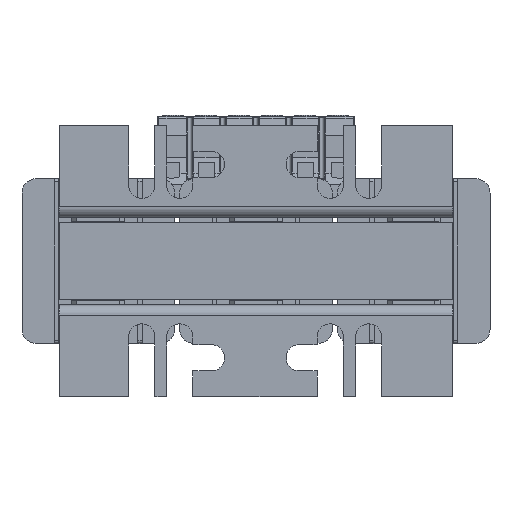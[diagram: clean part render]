
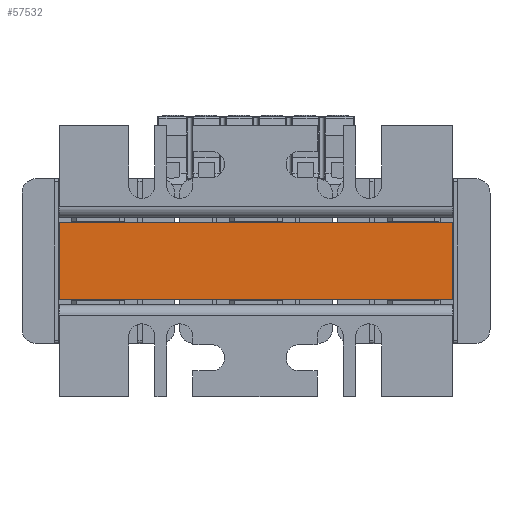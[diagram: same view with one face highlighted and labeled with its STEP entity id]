
A CAD part, front view. The second image highlights one B-rep face of the part: STEP entity #57532.
In plain terms, the highlighted planar face has unit normal (0, -1, 0).
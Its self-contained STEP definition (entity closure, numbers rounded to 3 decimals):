
#2096 = EDGE_LOOP ( 'NONE', ( #2359, #2445, #2397, #2387 ) ) ;
#2359 = ORIENTED_EDGE ( 'NONE', *, *, #57407, .T. ) ;
#2387 = ORIENTED_EDGE ( 'NONE', *, *, #57437, .T. ) ;
#2397 = ORIENTED_EDGE ( 'NONE', *, *, #57399, .F. ) ;
#2445 = ORIENTED_EDGE ( 'NONE', *, *, #57435, .F. ) ;
#22068 = LINE ( 'NONE', #24123, #22523 ) ;
#22076 = LINE ( 'NONE', #24149, #22531 ) ;
#22101 = LINE ( 'NONE', #24242, #22562 ) ;
#22103 = LINE ( 'NONE', #24250, #22564 ) ;
#22221 = FACE_OUTER_BOUND ( 'NONE', #2096, .T. ) ;
#22523 = VECTOR ( 'NONE', #24125, 1000. ) ;
#22531 = VECTOR ( 'NONE', #24151, 1000. ) ;
#22562 = VECTOR ( 'NONE', #24244, 1000. ) ;
#22564 = VECTOR ( 'NONE', #24252, 1000. ) ;
#22722 = AXIS2_PLACEMENT_3D ( 'NONE', #24694, #24695, #24696 ) ;
#24123 = CARTESIAN_POINT ( 'NONE',  ( -95.5, -85.25, 18.875 ) ) ;
#24125 = DIRECTION ( 'NONE',  ( 0., 0., 1. ) ) ;
#24149 = CARTESIAN_POINT ( 'NONE',  ( 95.5, -85.25, 18.875 ) ) ;
#24151 = DIRECTION ( 'NONE',  ( 0., 0., 1. ) ) ;
#24242 = CARTESIAN_POINT ( 'NONE',  ( -95.5, -85.25, 18.875 ) ) ;
#24244 = DIRECTION ( 'NONE',  ( 1., 0., 0. ) ) ;
#24250 = CARTESIAN_POINT ( 'NONE',  ( -95.5, -85.25, -18.875 ) ) ;
#24252 = DIRECTION ( 'NONE',  ( 1., 0., 0. ) ) ;
#24693 = PLANE ( 'NONE',  #22722 ) ;
#24694 = CARTESIAN_POINT ( 'NONE',  ( -95.5, -85.25, 18.875 ) ) ;
#24695 = DIRECTION ( 'NONE',  ( 0., 1., 0. ) ) ;
#24696 = DIRECTION ( 'NONE',  ( 0., 0., 1. ) ) ;
#52565 = VERTEX_POINT ( 'NONE', #62241 ) ;
#52566 = VERTEX_POINT ( 'NONE', #62242 ) ;
#52568 = VERTEX_POINT ( 'NONE', #62244 ) ;
#52569 = VERTEX_POINT ( 'NONE', #62245 ) ;
#57399 = EDGE_CURVE ( 'NONE', #52566, #52569, #22068, .T. ) ;
#57407 = EDGE_CURVE ( 'NONE', #52565, #52568, #22076, .T. ) ;
#57435 = EDGE_CURVE ( 'NONE', #52569, #52568, #22101, .T. ) ;
#57437 = EDGE_CURVE ( 'NONE', #52566, #52565, #22103, .T. ) ;
#57532 = ADVANCED_FACE ( 'NONE', ( #22221 ), #24693, .F. ) ;
#62241 = CARTESIAN_POINT ( 'NONE',  ( 95.5, -85.25, -18.875 ) ) ;
#62242 = CARTESIAN_POINT ( 'NONE',  ( -95.5, -85.25, -18.875 ) ) ;
#62244 = CARTESIAN_POINT ( 'NONE',  ( 95.5, -85.25, 18.875 ) ) ;
#62245 = CARTESIAN_POINT ( 'NONE',  ( -95.5, -85.25, 18.875 ) ) ;
